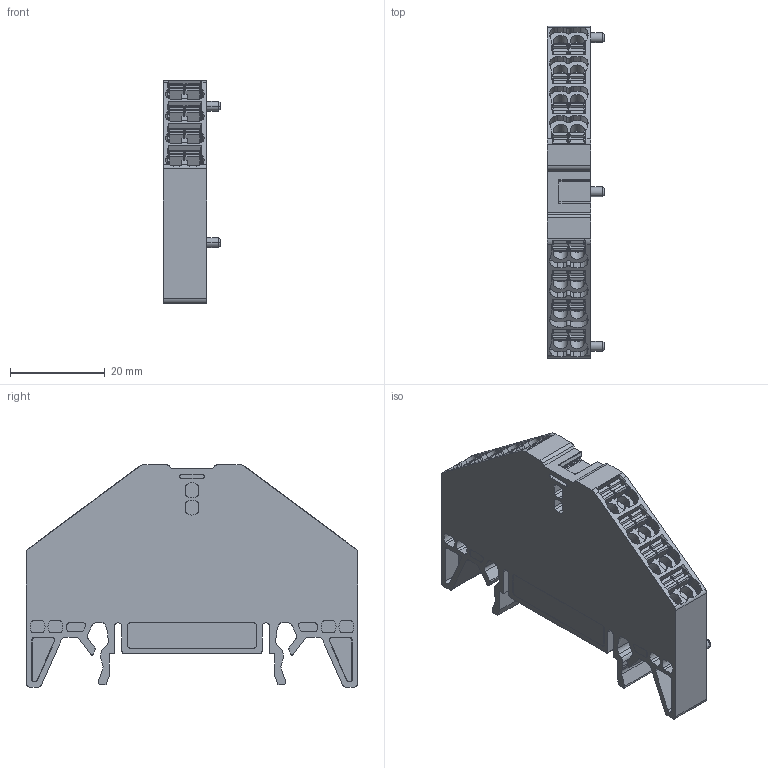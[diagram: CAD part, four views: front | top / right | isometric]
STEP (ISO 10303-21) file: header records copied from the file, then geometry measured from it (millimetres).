
FILE_DESCRIPTION(('CATIA V5 STEP Exchange','CAx-IF Rec.Pracs.--- Model Styling and Organization---1.4--- 2014-01-23'),'2;1');
FILE_NAME ('008322-2_0', '2021-03-18T06:08:39+00:00', ('none'), ('Weidmueller'), 'CATIA Version 5-6 Release 2016 SP3 HF44', 'CATIA V5 STEP AP214', 'none');
FILE_SCHEMA(('AUTOMOTIVE_DESIGN { 1 0 10303 214 1 1 1 1 }'));
Length unit declared in the file: millimetre
Products named in the file (1): 1173930000
Bounding box: 12.2 x 70 x 47 mm (x, y, z)
Volume: 18179.3 mm3; surface area: 11151.1 mm2
Topology: 17 solids, 17 shells, 1110 faces, 3097 edges, 2068 vertices
Faces by surface type: plane 665, cylinder 280, cone 155, bspline 8, extrusion 2
Entity records: 35178 total; most frequent: CARTESIAN_POINT 8446, ORIENTED_EDGE 6194, DIRECTION 4375, EDGE_CURVE 3097, VERTEX_POINT 2068, VECTOR 1990, LINE 1988, AXIS2_PLACEMENT_3D 1432
